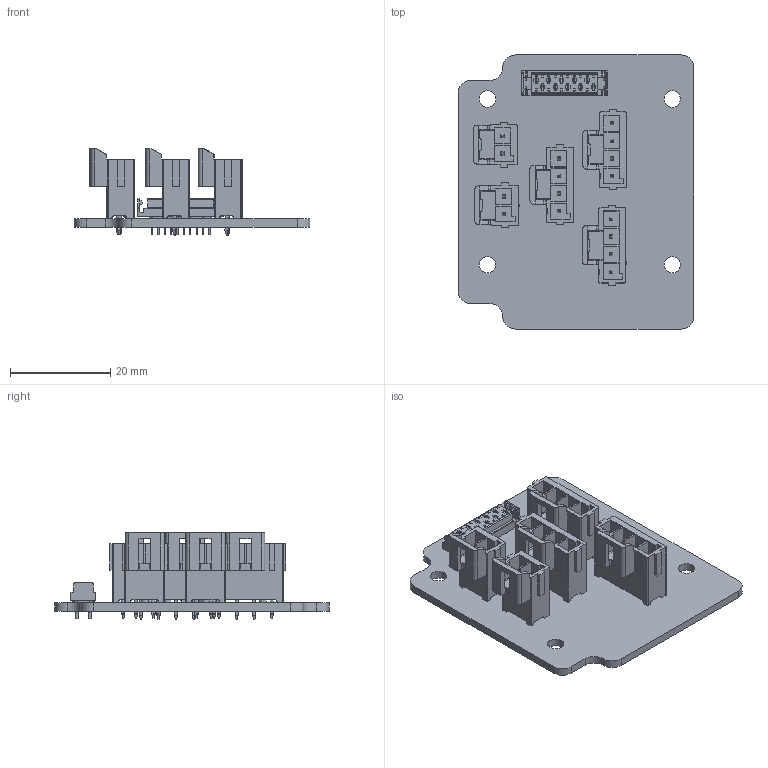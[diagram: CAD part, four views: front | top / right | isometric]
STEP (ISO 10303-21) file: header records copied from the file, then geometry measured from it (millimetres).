
FILE_DESCRIPTION(('FreeCAD Model'),'2;1');
FILE_NAME('InternalInterface.step','2018-02-08T19:20:44',('kicad StepUp'),('ksu MCAD'), 'Open CASCADE STEP processor 6.8','FreeCAD','Unknown');
FILE_SCHEMA(('AUTOMOTIVE_DESIGN_CC2 { 1 2 10303 214 -1 1 5 4 }'));
Length unit declared in the file: millimetre
Products named in the file (7): Pcb; 1722861104_; micromatch_10_vert_; Ultrafit-2_; Ultrafit-2_001; 1722861104_001; 1722861104_002
Bounding box: 46.99 x 54.61 x 17.15 mm (x, y, z)
Volume: 6798.9 mm3; surface area: 11685.7 mm2
Topology: 7 solids, 7 shells, 1987 faces, 5477 edges, 3582 vertices
Faces by surface type: plane 1414, cylinder 563, sphere 10
Full cylindrical faces by diameter (mm): 0.8 x10, 1.02 x16, 1.6 x5, 3.264 x4
Entity records: 63171 total; most frequent: CARTESIAN_POINT 11351, ORIENTED_EDGE 10954, DIRECTION 10489, EDGE_CURVE 5477, LINE 4333, VECTOR 4333, VERTEX_POINT 3582, AXIS2_PLACEMENT_3D 3078
